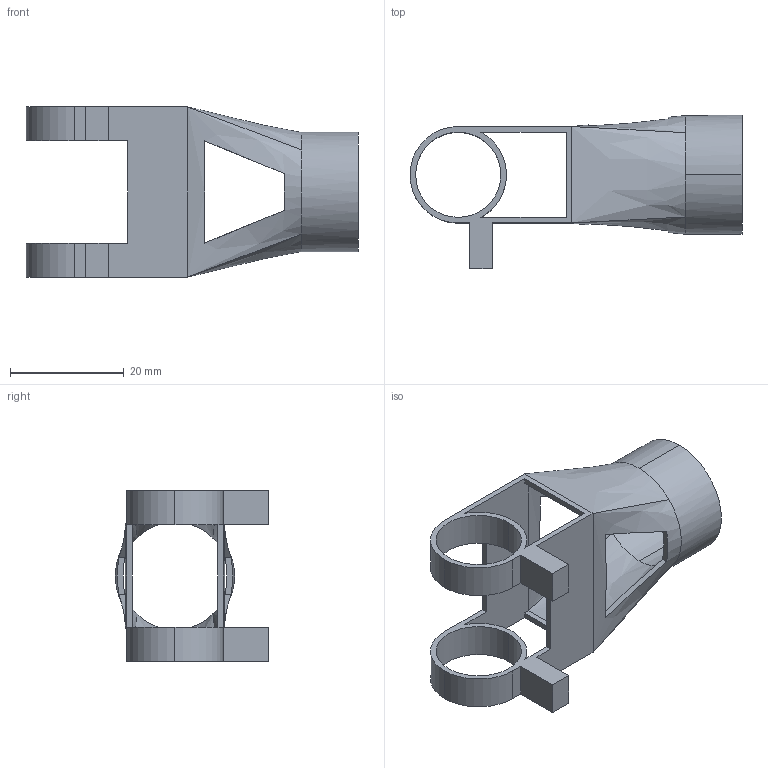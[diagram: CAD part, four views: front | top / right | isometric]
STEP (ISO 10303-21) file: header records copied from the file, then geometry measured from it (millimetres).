
FILE_DESCRIPTION (( 'STEP AP203' ), '1' );
FILE_NAME ('Frame_Arm_f_Default_sldprt.STEP', '2022-04-16T10:24:49', ( '' ), ( '' ), 'SwSTEP 2.0', 'SolidWorks 2019', '' );
FILE_SCHEMA (( 'CONFIG_CONTROL_DESIGN' ));
Length unit declared in the file: millimetre
Products named in the file (1): Frame_Arm_f_Default_sldprt
Bounding box: 58.5 x 27 x 30 mm (x, y, z)
Volume: 3637.6 mm3; surface area: 7268 mm2
Topology: 1 solids, 1 shells, 53 faces, 154 edges, 100 vertices
Faces by surface type: plane 31, cylinder 14, bspline 8
Entity records: 2097 total; most frequent: CARTESIAN_POINT 624, ORIENTED_EDGE 308, DIRECTION 262, EDGE_CURVE 154, VERTEX_POINT 100, VECTOR 98, LINE 98, AXIS2_PLACEMENT_3D 82
